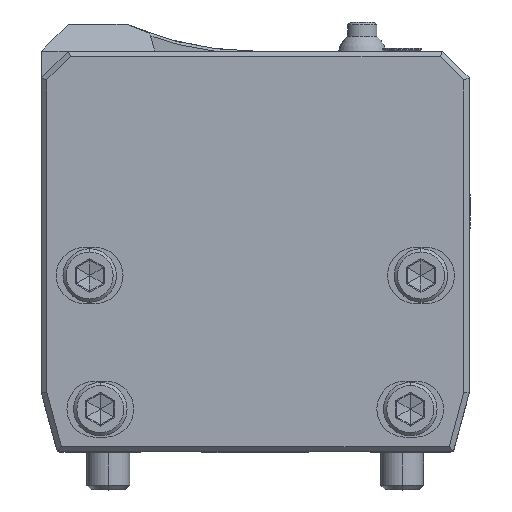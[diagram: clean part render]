
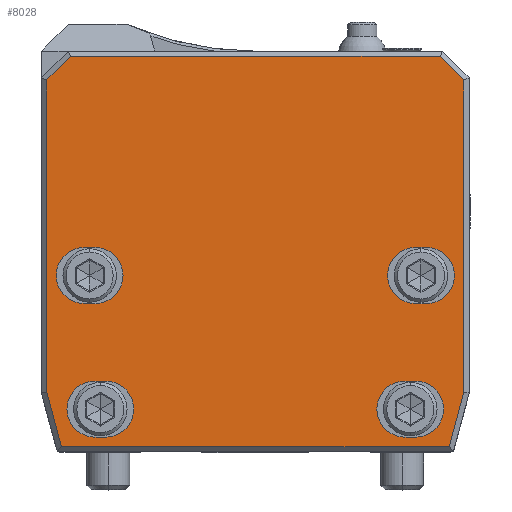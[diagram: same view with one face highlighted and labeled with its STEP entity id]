
A CAD part, top view. The second image highlights one B-rep face of the part: STEP entity #8028.
In plain terms, the highlighted planar face has unit normal (0, 0, 1).
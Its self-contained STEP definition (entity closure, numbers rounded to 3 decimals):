
#870=DIRECTION('',(1.,0.,0.));
#871=VECTOR('',#870,72.57);
#872=CARTESIAN_POINT('',(-36.285,1.,15.));
#873=LINE('',#872,#871);
#874=DIRECTION('',(0.259,-0.966,0.));
#875=VECTOR('',#874,10.489);
#876=CARTESIAN_POINT('',(-39.,11.132,15.));
#877=LINE('',#876,#875);
#878=DIRECTION('',(0.,-1.,0.));
#879=VECTOR('',#878,58.454);
#880=CARTESIAN_POINT('',(-39.,69.586,15.));
#881=LINE('',#880,#879);
#882=DIRECTION('',(-0.707,-0.707,0.));
#883=VECTOR('',#882,6.243);
#884=CARTESIAN_POINT('',(-34.586,74.,15.));
#885=LINE('',#884,#883);
#886=DIRECTION('',(-1.,0.,0.));
#887=VECTOR('',#886,69.172);
#888=CARTESIAN_POINT('',(34.586,74.,15.));
#889=LINE('',#888,#887);
#890=DIRECTION('',(-0.707,0.707,0.));
#891=VECTOR('',#890,6.243);
#892=CARTESIAN_POINT('',(39.,69.586,15.));
#893=LINE('',#892,#891);
#894=DIRECTION('',(0.,1.,0.));
#895=VECTOR('',#894,58.454);
#896=CARTESIAN_POINT('',(39.,11.132,15.));
#897=LINE('',#896,#895);
#898=DIRECTION('',(0.259,0.966,0.));
#899=VECTOR('',#898,10.489);
#900=CARTESIAN_POINT('',(36.285,1.,15.));
#901=LINE('',#900,#899);
#902=CARTESIAN_POINT('',(-32.,33.,15.));
#903=DIRECTION('',(0.,0.,1.));
#904=DIRECTION('',(0.,1.,0.));
#905=AXIS2_PLACEMENT_3D('',#902,#903,#904);
#907=DIRECTION('',(1.,0.,0.));
#908=VECTOR('',#907,2.);
#909=CARTESIAN_POINT('',(-32.,27.75,15.));
#910=LINE('',#909,#908);
#911=CARTESIAN_POINT('',(-30.,33.,15.));
#912=DIRECTION('',(0.,0.,1.));
#913=DIRECTION('',(0.,-1.,0.));
#914=AXIS2_PLACEMENT_3D('',#911,#912,#913);
#916=DIRECTION('',(-1.,0.,0.));
#917=VECTOR('',#916,2.);
#918=CARTESIAN_POINT('',(-30.,38.25,15.));
#919=LINE('',#918,#917);
#920=CARTESIAN_POINT('',(-30.,8.,15.));
#921=DIRECTION('',(0.,0.,1.));
#922=DIRECTION('',(0.,1.,0.));
#923=AXIS2_PLACEMENT_3D('',#920,#921,#922);
#925=DIRECTION('',(1.,0.,0.));
#926=VECTOR('',#925,2.);
#927=CARTESIAN_POINT('',(-30.,2.75,15.));
#928=LINE('',#927,#926);
#929=CARTESIAN_POINT('',(-28.,8.,15.));
#930=DIRECTION('',(0.,0.,1.));
#931=DIRECTION('',(0.,-1.,0.));
#932=AXIS2_PLACEMENT_3D('',#929,#930,#931);
#934=DIRECTION('',(-1.,0.,0.));
#935=VECTOR('',#934,2.);
#936=CARTESIAN_POINT('',(-28.,13.25,15.));
#937=LINE('',#936,#935);
#938=DIRECTION('',(-1.,0.,0.));
#939=VECTOR('',#938,2.);
#940=CARTESIAN_POINT('',(32.,38.25,15.));
#941=LINE('',#940,#939);
#942=CARTESIAN_POINT('',(30.,33.,15.));
#943=DIRECTION('',(0.,0.,1.));
#944=DIRECTION('',(0.,1.,0.));
#945=AXIS2_PLACEMENT_3D('',#942,#943,#944);
#947=DIRECTION('',(1.,0.,0.));
#948=VECTOR('',#947,2.);
#949=CARTESIAN_POINT('',(30.,27.75,15.));
#950=LINE('',#949,#948);
#951=CARTESIAN_POINT('',(32.,33.,15.));
#952=DIRECTION('',(0.,0.,1.));
#953=DIRECTION('',(0.,-1.,0.));
#954=AXIS2_PLACEMENT_3D('',#951,#952,#953);
#956=DIRECTION('',(-1.,0.,0.));
#957=VECTOR('',#956,2.);
#958=CARTESIAN_POINT('',(30.,13.25,15.));
#959=LINE('',#958,#957);
#960=CARTESIAN_POINT('',(28.,8.,15.));
#961=DIRECTION('',(0.,0.,1.));
#962=DIRECTION('',(0.,1.,0.));
#963=AXIS2_PLACEMENT_3D('',#960,#961,#962);
#965=DIRECTION('',(1.,0.,0.));
#966=VECTOR('',#965,2.);
#967=CARTESIAN_POINT('',(28.,2.75,15.));
#968=LINE('',#967,#966);
#969=CARTESIAN_POINT('',(30.,8.,15.));
#970=DIRECTION('',(0.,0.,1.));
#971=DIRECTION('',(0.,-1.,0.));
#972=AXIS2_PLACEMENT_3D('',#969,#970,#971);
#6177=CARTESIAN_POINT('',(-32.,38.25,15.));
#6178=CARTESIAN_POINT('',(-32.,27.75,15.));
#6179=VERTEX_POINT('',#6177);
#6180=VERTEX_POINT('',#6178);
#6181=CARTESIAN_POINT('',(-30.,27.75,15.));
#6182=VERTEX_POINT('',#6181);
#6183=CARTESIAN_POINT('',(-30.,38.25,15.));
#6184=VERTEX_POINT('',#6183);
#6185=CARTESIAN_POINT('',(-30.,13.25,15.));
#6186=CARTESIAN_POINT('',(-30.,2.75,15.));
#6187=VERTEX_POINT('',#6185);
#6188=VERTEX_POINT('',#6186);
#6189=CARTESIAN_POINT('',(-28.,2.75,15.));
#6190=VERTEX_POINT('',#6189);
#6191=CARTESIAN_POINT('',(-28.,13.25,15.));
#6192=VERTEX_POINT('',#6191);
#6193=CARTESIAN_POINT('',(32.,38.25,15.));
#6194=CARTESIAN_POINT('',(30.,38.25,15.));
#6195=VERTEX_POINT('',#6193);
#6196=VERTEX_POINT('',#6194);
#6197=CARTESIAN_POINT('',(30.,27.75,15.));
#6198=VERTEX_POINT('',#6197);
#6199=CARTESIAN_POINT('',(32.,27.75,15.));
#6200=VERTEX_POINT('',#6199);
#6201=CARTESIAN_POINT('',(30.,13.25,15.));
#6202=CARTESIAN_POINT('',(28.,13.25,15.));
#6203=VERTEX_POINT('',#6201);
#6204=VERTEX_POINT('',#6202);
#6205=CARTESIAN_POINT('',(28.,2.75,15.));
#6206=VERTEX_POINT('',#6205);
#6207=CARTESIAN_POINT('',(30.,2.75,15.));
#6208=VERTEX_POINT('',#6207);
#6213=CARTESIAN_POINT('',(-36.285,1.,15.));
#6214=CARTESIAN_POINT('',(36.285,1.,15.));
#6215=VERTEX_POINT('',#6213);
#6216=VERTEX_POINT('',#6214);
#6219=CARTESIAN_POINT('',(39.,11.132,15.));
#6220=VERTEX_POINT('',#6219);
#6223=CARTESIAN_POINT('',(39.,69.586,15.));
#6224=VERTEX_POINT('',#6223);
#6229=CARTESIAN_POINT('',(34.586,74.,15.));
#6230=CARTESIAN_POINT('',(-34.586,74.,15.));
#6231=VERTEX_POINT('',#6229);
#6232=VERTEX_POINT('',#6230);
#6233=CARTESIAN_POINT('',(-39.,69.586,15.));
#6234=CARTESIAN_POINT('',(-39.,11.132,15.));
#6235=VERTEX_POINT('',#6233);
#6236=VERTEX_POINT('',#6234);
#7967=CARTESIAN_POINT('',(0.,0.,15.));
#7968=DIRECTION('',(0.,0.,1.));
#7969=DIRECTION('',(1.,0.,0.));
#7970=AXIS2_PLACEMENT_3D('',#7967,#7968,#7969);
#7971=PLANE('',#7970);
#7973=ORIENTED_EDGE('',*,*,#7972,.F.);
#7974=ORIENTED_EDGE('',*,*,#7946,.F.);
#7975=ORIENTED_EDGE('',*,*,#7958,.F.);
#7977=ORIENTED_EDGE('',*,*,#7976,.F.);
#7979=ORIENTED_EDGE('',*,*,#7978,.F.);
#7981=ORIENTED_EDGE('',*,*,#7980,.F.);
#7983=ORIENTED_EDGE('',*,*,#7982,.F.);
#7985=ORIENTED_EDGE('',*,*,#7984,.F.);
#7986=EDGE_LOOP('',(#7973,#7974,#7975,#7977,#7979,#7981,#7983,#7985));
#7987=FACE_OUTER_BOUND('',#7986,.F.);
#7989=ORIENTED_EDGE('',*,*,#7988,.T.);
#7991=ORIENTED_EDGE('',*,*,#7990,.T.);
#7993=ORIENTED_EDGE('',*,*,#7992,.T.);
#7995=ORIENTED_EDGE('',*,*,#7994,.T.);
#7996=EDGE_LOOP('',(#7989,#7991,#7993,#7995));
#7997=FACE_BOUND('',#7996,.F.);
#7999=ORIENTED_EDGE('',*,*,#7998,.T.);
#8001=ORIENTED_EDGE('',*,*,#8000,.T.);
#8003=ORIENTED_EDGE('',*,*,#8002,.T.);
#8005=ORIENTED_EDGE('',*,*,#8004,.T.);
#8006=EDGE_LOOP('',(#7999,#8001,#8003,#8005));
#8007=FACE_BOUND('',#8006,.F.);
#8009=ORIENTED_EDGE('',*,*,#8008,.T.);
#8011=ORIENTED_EDGE('',*,*,#8010,.T.);
#8013=ORIENTED_EDGE('',*,*,#8012,.T.);
#8015=ORIENTED_EDGE('',*,*,#8014,.T.);
#8016=EDGE_LOOP('',(#8009,#8011,#8013,#8015));
#8017=FACE_BOUND('',#8016,.F.);
#8019=ORIENTED_EDGE('',*,*,#8018,.T.);
#8021=ORIENTED_EDGE('',*,*,#8020,.T.);
#8023=ORIENTED_EDGE('',*,*,#8022,.T.);
#8025=ORIENTED_EDGE('',*,*,#8024,.T.);
#8026=EDGE_LOOP('',(#8019,#8021,#8023,#8025));
#8027=FACE_BOUND('',#8026,.F.);
#906=CIRCLE('',#905,5.25);
#915=CIRCLE('',#914,5.25);
#924=CIRCLE('',#923,5.25);
#933=CIRCLE('',#932,5.25);
#946=CIRCLE('',#945,5.25);
#955=CIRCLE('',#954,5.25);
#964=CIRCLE('',#963,5.25);
#973=CIRCLE('',#972,5.25);
#7946=EDGE_CURVE('',#6236,#6215,#877,.T.);
#7958=EDGE_CURVE('',#6235,#6236,#881,.T.);
#7972=EDGE_CURVE('',#6215,#6216,#873,.T.);
#7976=EDGE_CURVE('',#6232,#6235,#885,.T.);
#7978=EDGE_CURVE('',#6231,#6232,#889,.T.);
#7980=EDGE_CURVE('',#6224,#6231,#893,.T.);
#7982=EDGE_CURVE('',#6220,#6224,#897,.T.);
#7984=EDGE_CURVE('',#6216,#6220,#901,.T.);
#7988=EDGE_CURVE('',#6179,#6180,#906,.T.);
#7990=EDGE_CURVE('',#6180,#6182,#910,.T.);
#7992=EDGE_CURVE('',#6182,#6184,#915,.T.);
#7994=EDGE_CURVE('',#6184,#6179,#919,.T.);
#7998=EDGE_CURVE('',#6187,#6188,#924,.T.);
#8000=EDGE_CURVE('',#6188,#6190,#928,.T.);
#8002=EDGE_CURVE('',#6190,#6192,#933,.T.);
#8004=EDGE_CURVE('',#6192,#6187,#937,.T.);
#8008=EDGE_CURVE('',#6195,#6196,#941,.T.);
#8010=EDGE_CURVE('',#6196,#6198,#946,.T.);
#8012=EDGE_CURVE('',#6198,#6200,#950,.T.);
#8014=EDGE_CURVE('',#6200,#6195,#955,.T.);
#8018=EDGE_CURVE('',#6203,#6204,#959,.T.);
#8020=EDGE_CURVE('',#6204,#6206,#964,.T.);
#8022=EDGE_CURVE('',#6206,#6208,#968,.T.);
#8024=EDGE_CURVE('',#6208,#6203,#973,.T.);
#8028=ADVANCED_FACE('',(#7987,#7997,#8007,#8017,#8027),#7971,.T.);
